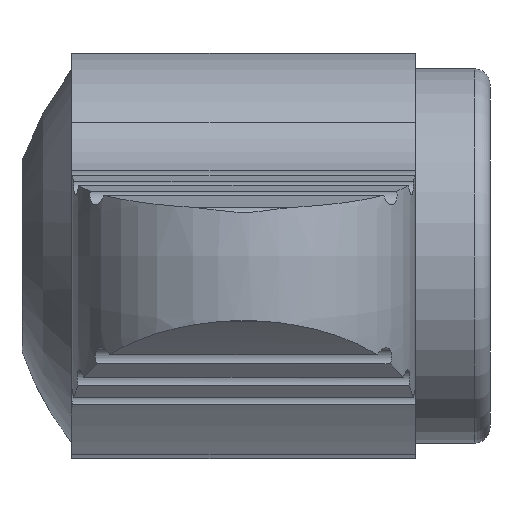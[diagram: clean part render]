
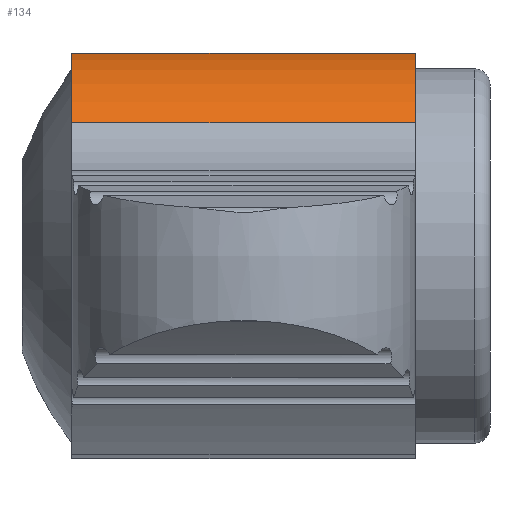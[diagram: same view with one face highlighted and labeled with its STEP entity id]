
A CAD part, left-side view. The second image highlights one B-rep face of the part: STEP entity #134.
In plain terms, the highlighted cylindrical face has radius 6.5 mm (diameter 13 mm), a partial arc.
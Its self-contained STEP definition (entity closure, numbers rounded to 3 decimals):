
#134 = ADVANCED_FACE( '', ( #282 ), #283, .T. );
#282 = FACE_OUTER_BOUND( '', #436, .T. );
#283 = CYLINDRICAL_SURFACE( '', #437, 6.5 );
#436 = EDGE_LOOP( '', ( #734, #735, #736, #737 ) );
#437 = AXIS2_PLACEMENT_3D( '', #738, #739, #740 );
#734 = ORIENTED_EDGE( '', *, *, #1025, .F. );
#735 = ORIENTED_EDGE( '', *, *, #1014, .T. );
#736 = ORIENTED_EDGE( '', *, *, #1003, .F. );
#737 = ORIENTED_EDGE( '', *, *, #988, .F. );
#738 = CARTESIAN_POINT( '', ( 0., 25.5, 0. ) );
#739 = DIRECTION( '', ( 0., 1., 0. ) );
#740 = DIRECTION( '', ( 0., 0., -1. ) );
#988 = EDGE_CURVE( '', #1208, #1209, #1210, .T. );
#1003 = EDGE_CURVE( '', #1209, #1230, #1231, .F. );
#1014 = EDGE_CURVE( '', #1242, #1230, #1246, .T. );
#1025 = EDGE_CURVE( '', #1242, #1208, #1261, .F. );
#1208 = VERTEX_POINT( '', #1655 );
#1209 = VERTEX_POINT( '', #1656 );
#1210 = LINE( '', #1657, #1658 );
#1230 = VERTEX_POINT( '', #1723 );
#1231 = CIRCLE( '', #1724, 6.5 );
#1242 = VERTEX_POINT( '', #1742 );
#1246 = LINE( '', #1747, #1748 );
#1261 = CIRCLE( '', #1801, 6.5 );
#1655 = CARTESIAN_POINT( '', ( 1.26, 13.4, 6.377 ) );
#1656 = CARTESIAN_POINT( '', ( 1.26, 2.4, 6.377 ) );
#1657 = CARTESIAN_POINT( '', ( 1.26, 25.5, 6.377 ) );
#1658 = VECTOR( '', #1988, 1000. );
#1723 = CARTESIAN_POINT( '', ( -4.906, 2.4, 4.263 ) );
#1724 = AXIS2_PLACEMENT_3D( '', #2002, #2003, #2004 );
#1742 = CARTESIAN_POINT( '', ( -4.906, 13.4, 4.263 ) );
#1747 = CARTESIAN_POINT( '', ( -4.906, 25.5, 4.263 ) );
#1748 = VECTOR( '', #2016, 1000. );
#1801 = AXIS2_PLACEMENT_3D( '', #2019, #2020, #2021 );
#1988 = DIRECTION( '', ( 0., -1., 0. ) );
#2002 = CARTESIAN_POINT( '', ( 0., 2.4, 0. ) );
#2003 = DIRECTION( '', ( 0., 1., 0. ) );
#2004 = DIRECTION( '', ( 0., 0., 1. ) );
#2016 = DIRECTION( '', ( 0., -1., 0. ) );
#2019 = CARTESIAN_POINT( '', ( 0., 13.4, 0. ) );
#2020 = DIRECTION( '', ( 0., -1., 0. ) );
#2021 = DIRECTION( '', ( 0., 0., -1. ) );
